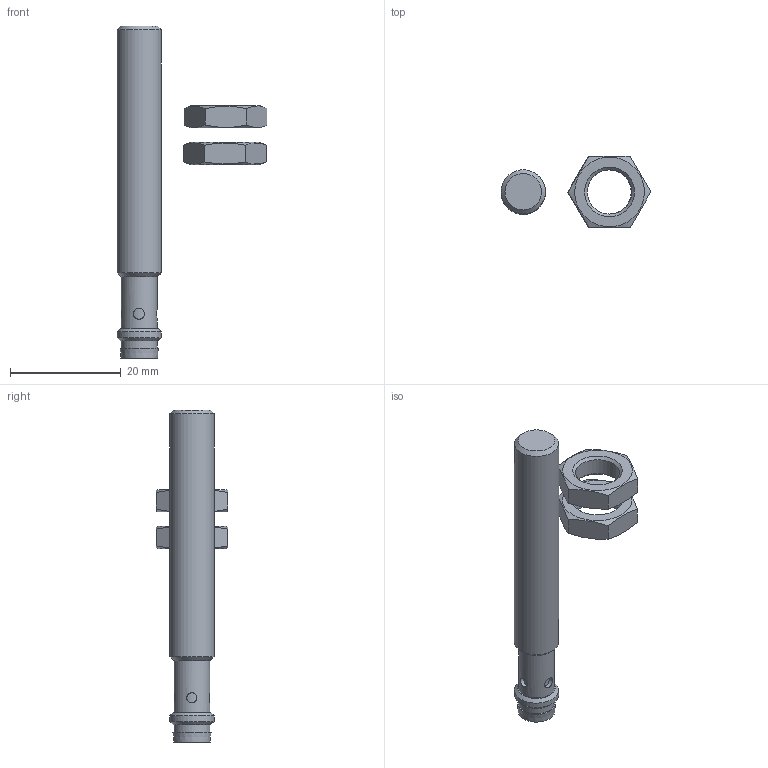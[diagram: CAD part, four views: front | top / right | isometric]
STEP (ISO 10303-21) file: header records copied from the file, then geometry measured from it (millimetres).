
FILE_DESCRIPTION(/* description */ (''),/* implementation_level */ '2;1');
FILE_NAME(/* name */ 'IC080176.stp',/* time_stamp */ '2016-10-04T14:14:26+02:00',/* author */ ('mitarbeiter'),/* organization */ (''),/* preprocessor_version */ 'ST-DEVELOPER v15.2',/* originating_system */ 'Autodesk Inventor 2014',/* authorisation */ '');
FILE_SCHEMA (('AUTOMOTIVE_DESIGN { 1 0 10303 214 3 1 1 }'));
Length unit declared in the file: millimetre
Products named in the file (3): IC080176 Sensor; M8 x1 Mutter; IC080176
Bounding box: 27.08 x 12.98 x 60 mm (x, y, z)
Volume: 3377.1 mm3; surface area: 2617.9 mm2
Topology: 3 solids, 4 shells, 66 faces, 143 edges, 94 vertices
Faces by surface type: plane 30, cylinder 19, cone 14, sphere 3
Full cylindrical faces by diameter (mm): 1 x3, 1.8 x2, 2 x2, 5 x1, 5.7 x1, 6.5 x2, 8 x4
Entity records: 1466 total; most frequent: CARTESIAN_POINT 475, DIRECTION 198, ORIENTED_EDGE 138, EDGE_LOOP 92, AXIS2_PLACEMENT_3D 90, EDGE_CURVE 69, VERTEX_POINT 59, FACE_OUTER_BOUND 53
